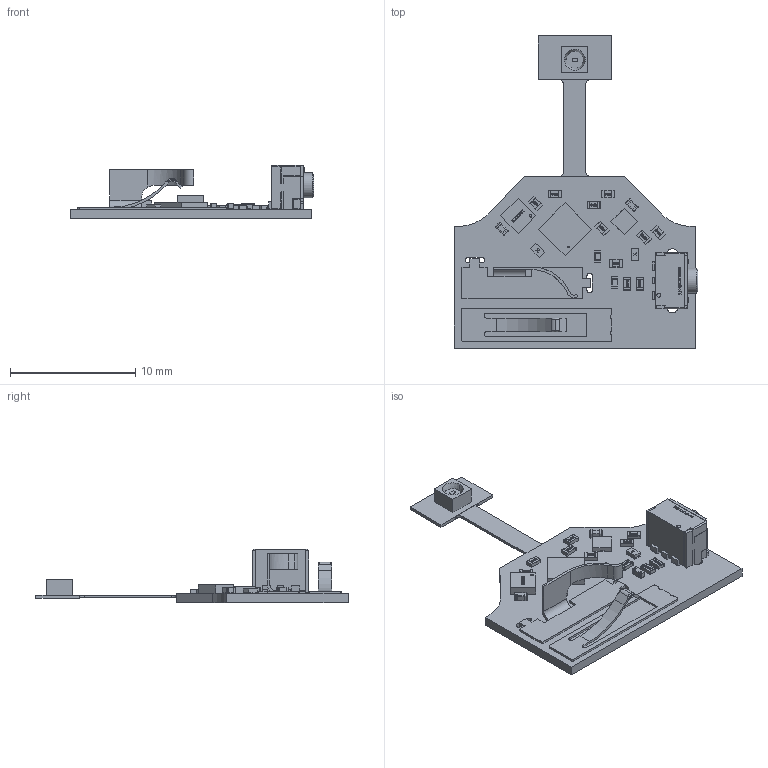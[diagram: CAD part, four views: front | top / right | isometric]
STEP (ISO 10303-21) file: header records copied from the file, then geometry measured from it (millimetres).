
FILE_DESCRIPTION(('Open CASCADE Model'),'2;1');
FILE_NAME('Open CASCADE Shape Model','2023-04-03T11:05:07',('Author'),( 'Open CASCADE'),'Open CASCADE STEP processor 7.5','Open CASCADE 7.5' ,'Unknown');
FILE_SCHEMA(('AUTOMOTIVE_DESIGN { 1 0 10303 214 1 1 1 1 }'));
Length unit declared in the file: millimetre
Products named in the file (46): PCB; Board; Open CASCADE STEP translator 7.5 2.1.1; Open CASCADE STEP translator 7.5 2.1.2; Open CASCADE STEP translator 7.5 2.1.3; U1; VQFN20_3X3_MCH; J2; 7404338 REV00 230315; R13; User Library-0402R; D1; RZCD_ELM65099212; R12; R11; U3; TLV8542RUG0008A; C5; CAP_0402; U2; LIS2DW12; SW1; Switch_E-Switch_TL3340AF160QG_eec; body; shell; button; terminals; logo; R10; R9; R8; R7; R6; R4; R3; Q4; SOT883B; SOT883B4 LF; SOT883B Mold body; Q3 ...
Assembly tree (58 placements, depth 4):
  PCB
    Board
      Open CASCADE STEP translator 7.5 2.1.1
      Open CASCADE STEP translator 7.5 2.1.2
      Open CASCADE STEP translator 7.5 2.1.3
    U1
      VQFN20_3X3_MCH
    J2
      7404338 REV00 230315
    R13
      User Library-0402R
    D1
      RZCD_ELM65099212
    R12
      User Library-0402R
    R11
      User Library-0402R
    U3
      TLV8542RUG0008A
    C5
      CAP_0402
    U2
      LIS2DW12
    SW1
      Switch_E-Switch_TL3340AF160QG_eec
        body
        shell
        button
        terminals
        logo
    R10
      User Library-0402R
    R9
      User Library-0402R
    R8
      User Library-0402R
    R7
      User Library-0402R
    R6
      User Library-0402R
    R4
      User Library-0402R
    R3
      User Library-0402R
    Q4
      SOT883B
        SOT883B4 LF
        SOT883B Mold body
    Q3
      SOT883B
        SOT883B4 LF
        SOT883B Mold body
    J1
      AVX-70-9155-001-615-004
        70-9155-001-615-00X
    C4
      CAP_0402
    C3
      CAP_0402
    C1
Bounding box: 19.51 x 24.97 x 4.26 mm (x, y, z)
Volume: 257.1 mm3; surface area: 1035.6 mm2
Topology: 112 solids, 116 shells, 4230 faces, 9752 edges, 5422 vertices
Faces by surface type: plane 1509, cylinder 1305, bspline 693, sphere 594, torus 90, extrusion 34, cone 5
Full cylindrical faces by diameter (mm): 0.15 x1, 0.2 x1, 0.308 x1, 0.43 x4, 0.888 x2, 2 x1, 2.1 x1
Entity records: 46457 total; most frequent: CARTESIAN_POINT 11398, ORIENTED_EDGE 6042, DIRECTION 5670, EDGE_CURVE 3021, VECTOR 2236, LINE 2202, VERTEX_POINT 1920, AXIS2_PLACEMENT_3D 1717
